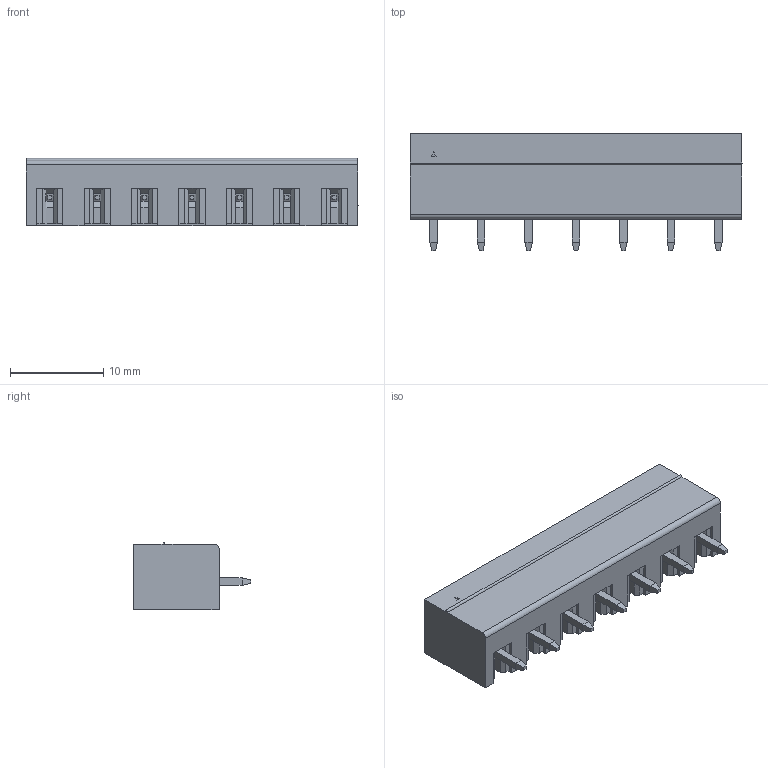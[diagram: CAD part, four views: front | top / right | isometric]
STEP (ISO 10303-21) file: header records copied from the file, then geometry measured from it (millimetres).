
FILE_DESCRIPTION (( 'STEP AP214' ), '1' );
FILE_NAME ('15EDGVC-5.08-07P-14-00AH.STEP', '2021-02-04T21:55:49', ( '' ), ( '' ), 'SwSTEP 2.0', 'SolidWorks 2020', '' );
FILE_SCHEMA (( 'AUTOMOTIVE_DESIGN' ));
Length unit declared in the file: millimetre
Products named in the file (1): 15EDGVC-5.08-07P-14-00AH
Bounding box: 35.56 x 12.6 x 7.2 mm (x, y, z)
Volume: 1377.3 mm3; surface area: 2842.6 mm2
Topology: 1 solids, 1 shells, 808 faces, 2139 edges, 1384 vertices
Faces by surface type: plane 627, bspline 137, cylinder 23, torus 14, cone 7
Entity records: 36077 total; most frequent: CARTESIAN_POINT 12599, ORIENTED_EDGE 4278, DIRECTION 3276, EDGE_CURVE 2139, VECTOR 1770, LINE 1770, VERTEX_POINT 1384, EDGE_LOOP 859
